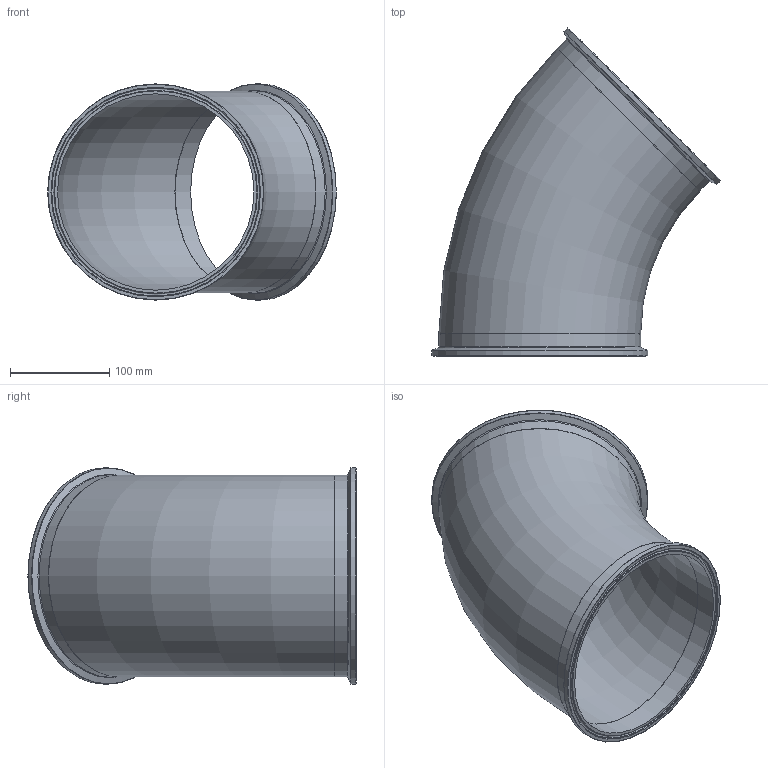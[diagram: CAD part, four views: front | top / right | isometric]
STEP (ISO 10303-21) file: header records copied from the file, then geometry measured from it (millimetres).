
FILE_DESCRIPTION(/* description */ (''),/* implementation_level */ '2;1');
FILE_NAME(/* name */ '2KMP-8.stp',/* time_stamp */ '2021-01-14T11:40:18-05:00',/* author */ ('rick'),/* organization */ (''),/* preprocessor_version */ 'ST-DEVELOPER v18',/* originating_system */ 'Autodesk Inventor 2020',/* authorisation */ '');
FILE_SCHEMA (('AUTOMOTIVE_DESIGN { 1 0 10303 214 3 1 1 }'));
Length unit declared in the file: inch
Products named in the file (3): 2KMP-8; 2WK-8; 14WMP-8
Assembly tree (3 placements, depth 2):
  2KMP-8
    2WK-8
    14WMP-8  x2
Bounding box: 290.62 x 330.26 x 217.68 mm (x, y, z)
Volume: 556374.3 mm3; surface area: 386169.8 mm2
Topology: 3 solids, 3 shells, 38 faces, 128 edges, 98 vertices
Faces by surface type: torus 18, plane 8, cylinder 6, cone 6
Full cylindrical faces by diameter (mm): 197.663 x2, 203.2 x2, 217.678 x2
Entity records: 983 total; most frequent: DIRECTION 186, CARTESIAN_POINT 149, ORIENTED_EDGE 138, AXIS2_PLACEMENT_3D 90, EDGE_CURVE 69, CIRCLE 63, VERTEX_POINT 53, EDGE_LOOP 26
